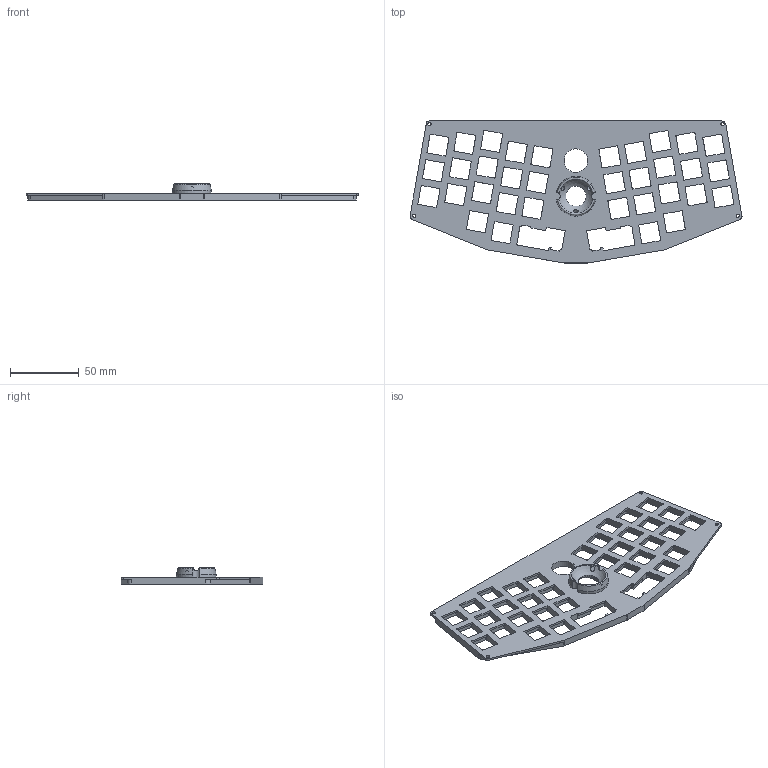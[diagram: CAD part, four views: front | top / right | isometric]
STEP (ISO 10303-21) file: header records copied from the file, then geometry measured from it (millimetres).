
FILE_DESCRIPTION(/* description */ (''),/* implementation_level */ '2;1');
FILE_NAME(/* name */ 'Le Chisoffre case revision v6 plate.step',/* time_stamp */ '2025-07-22T08:10:56-04:00',/* author */ (''),/* organization */ (''),/* preprocessor_version */ 'ST-DEVELOPER v20.1',/* originating_system */ 'Autodesk Translation Framework v14.10.0.0',/* authorisation */ '');
FILE_SCHEMA (('AUTOMOTIVE_DESIGN { 1 0 10303 214 3 1 1 }'));
Length unit declared in the file: millimetre
Products named in the file (3): Le Chisoffre case revision; Trackball version; Trackball Plate
Assembly tree (2 placements, depth 3):
  Le Chisoffre case revision
    Trackball version
      Trackball Plate
Bounding box: 242.24 x 103.6 x 11.82 mm (x, y, z)
Volume: 61090.5 mm3; surface area: 41928.4 mm2
Topology: 1 solids, 1 shells, 698 faces, 2074 edges, 1382 vertices
Faces by surface type: plane 360, cylinder 333, bspline 2, cone 2, sphere 1
Full cylindrical faces by diameter (mm): 2.4 x4, 3.7 x3, 14.798 x1, 17.2 x1
Entity records: 24373 total; most frequent: CARTESIAN_POINT 4791, ORIENTED_EDGE 4148, DIRECTION 4126, EDGE_CURVE 2074, VERTEX_POINT 1382, LINE 1380, VECTOR 1380, AXIS2_PLACEMENT_3D 1373
